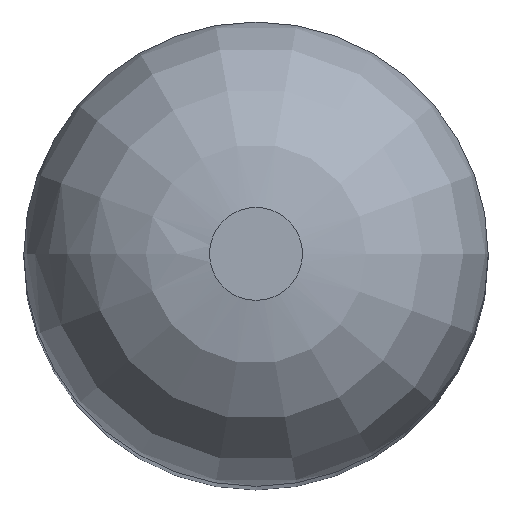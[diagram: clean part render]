
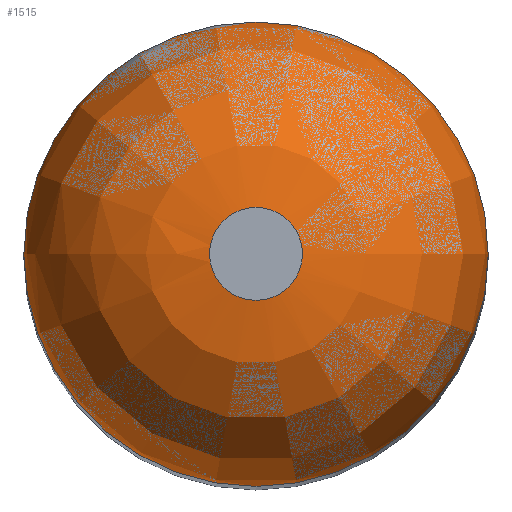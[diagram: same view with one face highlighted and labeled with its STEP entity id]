
A CAD part, top view. The second image highlights one B-rep face of the part: STEP entity #1515.
In plain terms, the highlighted face is a revolution surface.
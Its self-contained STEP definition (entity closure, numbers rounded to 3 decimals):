
#1437 = CYLINDRICAL_SURFACE('',#1438,5.);
#1438 = AXIS2_PLACEMENT_3D('',#1439,#1440,#1441);
#1439 = CARTESIAN_POINT('',(0.,0.,0.));
#1440 = DIRECTION('',(0.,0.,1.));
#1441 = DIRECTION('',(-1.,0.,0.));
#1462 = VERTEX_POINT('',#1463);
#1463 = CARTESIAN_POINT('',(-5.,0.,44.));
#1484 = EDGE_CURVE('',#1462,#1462,#1485,.T.);
#1485 = SURFACE_CURVE('',#1486,(#1491,#1498),.PCURVE_S1.);
#1486 = CIRCLE('',#1487,5.);
#1487 = AXIS2_PLACEMENT_3D('',#1488,#1489,#1490);
#1488 = CARTESIAN_POINT('',(0.,0.,44.));
#1489 = DIRECTION('',(0.,0.,1.));
#1490 = DIRECTION('',(-1.,0.,0.));
#1491 = PCURVE('',#1437,#1492);
#1492 = DEFINITIONAL_REPRESENTATION('',(#1493),#1497);
#1493 = LINE('',#1494,#1495);
#1494 = CARTESIAN_POINT('',(0.,44.));
#1495 = VECTOR('',#1496,1.);
#1496 = DIRECTION('',(1.,0.));
#1497 = ( GEOMETRIC_REPRESENTATION_CONTEXT(2) 
PARAMETRIC_REPRESENTATION_CONTEXT() REPRESENTATION_CONTEXT('2D SPACE',''
  ) );
#1498 = PCURVE('',#1499,#1508);
#1499 = SURFACE_OF_REVOLUTION('',#1500,#1505);
#1500 = CIRCLE('',#1501,4.);
#1501 = AXIS2_PLACEMENT_3D('',#1502,#1503,#1504);
#1502 = CARTESIAN_POINT('',(-1.,0.,
    44.));
#1503 = DIRECTION('',(0.,-1.,0.));
#1504 = DIRECTION('',(1.,0.,0.));
#1505 = AXIS1_PLACEMENT('',#1506,#1507);
#1506 = CARTESIAN_POINT('',(0.,0.,0.));
#1507 = DIRECTION('',(0.,0.,1.));
#1508 = DEFINITIONAL_REPRESENTATION('',(#1509),#1513);
#1509 = LINE('',#1510,#1511);
#1510 = CARTESIAN_POINT('',(0.,3.142));
#1511 = VECTOR('',#1512,1.);
#1512 = DIRECTION('',(1.,0.));
#1513 = ( GEOMETRIC_REPRESENTATION_CONTEXT(2) 
PARAMETRIC_REPRESENTATION_CONTEXT() REPRESENTATION_CONTEXT('2D SPACE',''
  ) );
#1515 = ADVANCED_FACE('',(#1516),#1499,.F.);
#1516 = FACE_BOUND('',#1517,.F.);
#1517 = EDGE_LOOP('',(#1518,#1547,#1569,#1570));
#1518 = ORIENTED_EDGE('',*,*,#1519,.T.);
#1519 = EDGE_CURVE('',#1520,#1520,#1522,.T.);
#1520 = VERTEX_POINT('',#1521);
#1521 = CARTESIAN_POINT('',(-1.,0.,48.));
#1522 = SURFACE_CURVE('',#1523,(#1528,#1535),.PCURVE_S1.);
#1523 = CIRCLE('',#1524,1.);
#1524 = AXIS2_PLACEMENT_3D('',#1525,#1526,#1527);
#1525 = CARTESIAN_POINT('',(0.,0.,48.));
#1526 = DIRECTION('',(0.,0.,1.));
#1527 = DIRECTION('',(-1.,0.,0.));
#1528 = PCURVE('',#1499,#1529);
#1529 = DEFINITIONAL_REPRESENTATION('',(#1530),#1534);
#1530 = LINE('',#1531,#1532);
#1531 = CARTESIAN_POINT('',(0.,1.571));
#1532 = VECTOR('',#1533,1.);
#1533 = DIRECTION('',(1.,0.));
#1534 = ( GEOMETRIC_REPRESENTATION_CONTEXT(2) 
PARAMETRIC_REPRESENTATION_CONTEXT() REPRESENTATION_CONTEXT('2D SPACE',''
  ) );
#1535 = PCURVE('',#1536,#1541);
#1536 = PLANE('',#1537);
#1537 = AXIS2_PLACEMENT_3D('',#1538,#1539,#1540);
#1538 = CARTESIAN_POINT('',(0.,0.,48.));
#1539 = DIRECTION('',(0.,0.,1.));
#1540 = DIRECTION('',(-1.,0.,0.));
#1541 = DEFINITIONAL_REPRESENTATION('',(#1542),#1546);
#1542 = CIRCLE('',#1543,1.);
#1543 = AXIS2_PLACEMENT_2D('',#1544,#1545);
#1544 = CARTESIAN_POINT('',(0.,0.));
#1545 = DIRECTION('',(1.,0.));
#1546 = ( GEOMETRIC_REPRESENTATION_CONTEXT(2) 
PARAMETRIC_REPRESENTATION_CONTEXT() REPRESENTATION_CONTEXT('2D SPACE',''
  ) );
#1547 = ORIENTED_EDGE('',*,*,#1548,.T.);
#1548 = EDGE_CURVE('',#1520,#1462,#1549,.T.);
#1549 = SEAM_CURVE('',#1550,(#1555,#1562),.PCURVE_S1.);
#1550 = CIRCLE('',#1551,4.);
#1551 = AXIS2_PLACEMENT_3D('',#1552,#1553,#1554);
#1552 = CARTESIAN_POINT('',(-1.,0.,
    44.));
#1553 = DIRECTION('',(0.,-1.,0.));
#1554 = DIRECTION('',(1.,0.,0.));
#1555 = PCURVE('',#1499,#1556);
#1556 = DEFINITIONAL_REPRESENTATION('',(#1557),#1561);
#1557 = LINE('',#1558,#1559);
#1558 = CARTESIAN_POINT('',(0.,0.));
#1559 = VECTOR('',#1560,1.);
#1560 = DIRECTION('',(0.,1.));
#1561 = ( GEOMETRIC_REPRESENTATION_CONTEXT(2) 
PARAMETRIC_REPRESENTATION_CONTEXT() REPRESENTATION_CONTEXT('2D SPACE',''
  ) );
#1562 = PCURVE('',#1499,#1563);
#1563 = DEFINITIONAL_REPRESENTATION('',(#1564),#1568);
#1564 = LINE('',#1565,#1566);
#1565 = CARTESIAN_POINT('',(6.283,0.));
#1566 = VECTOR('',#1567,1.);
#1567 = DIRECTION('',(0.,1.));
#1568 = ( GEOMETRIC_REPRESENTATION_CONTEXT(2) 
PARAMETRIC_REPRESENTATION_CONTEXT() REPRESENTATION_CONTEXT('2D SPACE',''
  ) );
#1569 = ORIENTED_EDGE('',*,*,#1484,.F.);
#1570 = ORIENTED_EDGE('',*,*,#1548,.F.);
